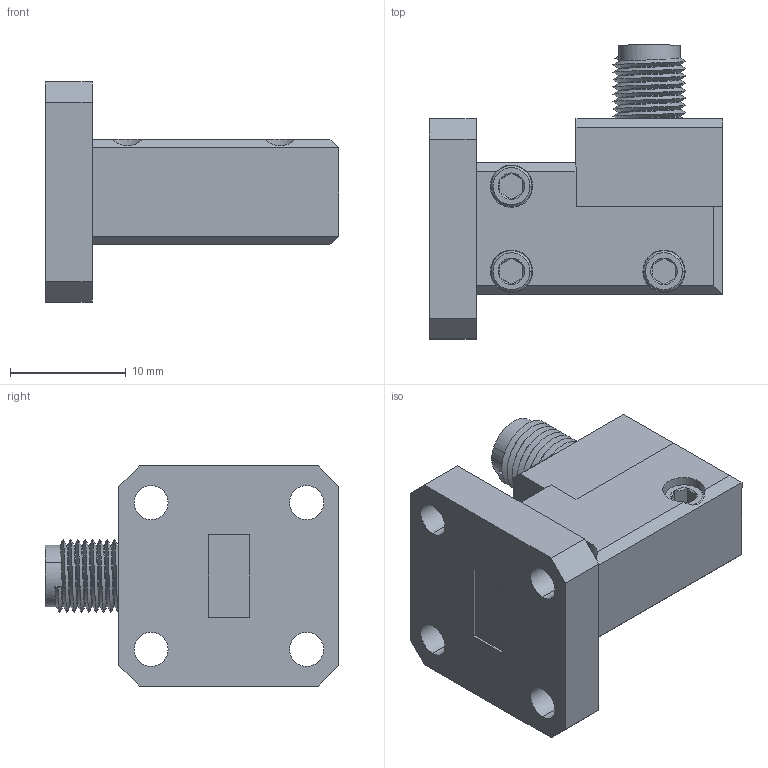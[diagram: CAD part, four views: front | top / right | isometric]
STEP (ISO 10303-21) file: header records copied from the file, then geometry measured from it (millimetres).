
FILE_DESCRIPTION (( 'STEP AP214' ), '1' );
FILE_NAME ('FD-A1.STEP', '2024-12-04T23:55:20', ( '' ), ( '' ), 'SwSTEP 2.0', 'SolidWorks 2021', '' );
FILE_SCHEMA (( 'AUTOMOTIVE_DESIGN' ));
Length unit declared in the file: inch
Products named in the file (1): FD-A1
Bounding box: 25.4 x 25.43 x 19.05 mm (x, y, z)
Volume: 3861.9 mm3; surface area: 3413.7 mm2
Topology: 11 solids, 13 shells, 497 faces, 1239 edges, 774 vertices
Faces by surface type: cylinder 258, plane 125, cone 106, bspline 8
Entity records: 25767 total; most frequent: CARTESIAN_POINT 8410, ORIENTED_EDGE 2442, DIRECTION 2044, EDGE_CURVE 1221, VERTEX_POINT 774, AXIS2_PLACEMENT_3D 758, EDGE_LOOP 537, LINE 528
